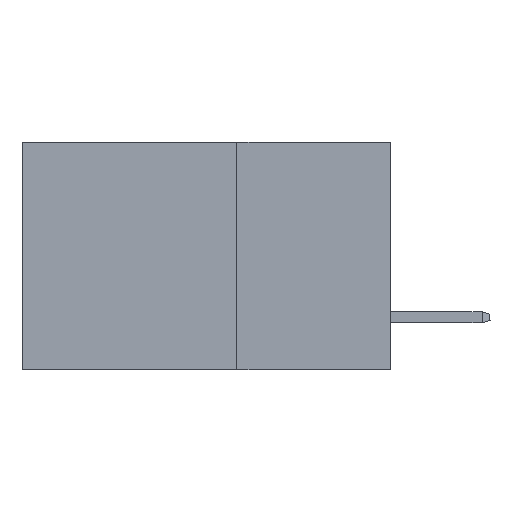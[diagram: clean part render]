
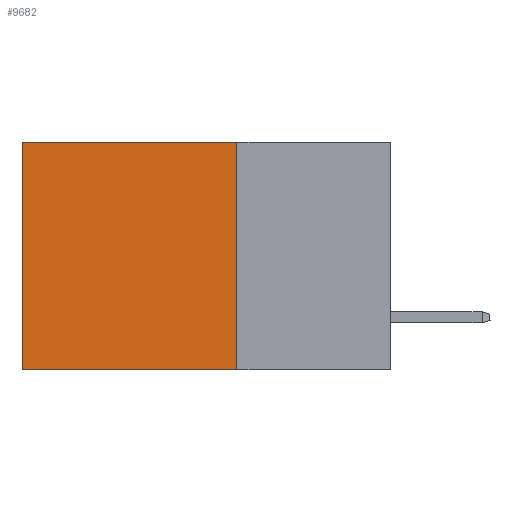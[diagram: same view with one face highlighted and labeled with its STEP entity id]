
A CAD part, left-side view. The second image highlights one B-rep face of the part: STEP entity #9682.
In plain terms, the highlighted planar face has unit normal (-1, 0, 0).
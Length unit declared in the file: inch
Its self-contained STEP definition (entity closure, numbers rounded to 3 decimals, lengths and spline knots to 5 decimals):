
#537 = VERTEX_POINT ( 'NONE', #17686 ) ;
#827 = LINE ( 'NONE', #24955, #31525 ) ;
#1845 = DIRECTION ( 'NONE',  ( 0., 1., 0. ) ) ;
#7574 = PLANE ( 'NONE',  #17024 ) ;
#7603 = VECTOR ( 'NONE', #11238, 39.37008 ) ;
#9179 = CARTESIAN_POINT ( 'NONE',  ( 0.2875, 0.6, -0.37 ) ) ;
#9682 = ADVANCED_FACE ( 'NONE', ( #19410 ), #7574, .F. ) ;
#10549 = DIRECTION ( 'NONE',  ( 0., 0., -1. ) ) ;
#11238 = DIRECTION ( 'NONE',  ( 0., 1., 0. ) ) ;
#11588 = LINE ( 'NONE', #22669, #12499 ) ;
#12499 = VECTOR ( 'NONE', #1845, 39.37008 ) ;
#16200 = VERTEX_POINT ( 'NONE', #9179 ) ;
#17024 = AXIS2_PLACEMENT_3D ( 'NONE', #34131, #28323, #10549 ) ;
#17169 = CARTESIAN_POINT ( 'NONE',  ( 0.2875, 0.25, 0. ) ) ;
#17686 = CARTESIAN_POINT ( 'NONE',  ( 0.2875, 0.6, 0. ) ) ;
#19410 = FACE_OUTER_BOUND ( 'NONE', #30766, .T. ) ;
#20244 = EDGE_CURVE ( 'NONE', #37240, #20684, #827, .T. ) ;
#20684 = VERTEX_POINT ( 'NONE', #29846 ) ;
#20820 = CARTESIAN_POINT ( 'NONE',  ( 0.2875, 0.6, 0. ) ) ;
#22202 = VECTOR ( 'NONE', #23810, 39.37008 ) ;
#22459 = LINE ( 'NONE', #17169, #7603 ) ;
#22669 = CARTESIAN_POINT ( 'NONE',  ( 0.2875, 0.25, -0.37 ) ) ;
#23810 = DIRECTION ( 'NONE',  ( 0., 0., -1. ) ) ;
#24540 = ORIENTED_EDGE ( 'NONE', *, *, #20244, .F. ) ;
#24955 = CARTESIAN_POINT ( 'NONE',  ( 0.2875, 0.25, 0. ) ) ;
#26934 = EDGE_CURVE ( 'NONE', #20684, #16200, #11588, .T. ) ;
#27433 = ORIENTED_EDGE ( 'NONE', *, *, #26934, .F. ) ;
#27715 = EDGE_CURVE ( 'NONE', #537, #16200, #30095, .T. ) ;
#28323 = DIRECTION ( 'NONE',  ( 1., 0., 0. ) ) ;
#29846 = CARTESIAN_POINT ( 'NONE',  ( 0.2875, 0.25, -0.37 ) ) ;
#30095 = LINE ( 'NONE', #20820, #22202 ) ;
#30766 = EDGE_LOOP ( 'NONE', ( #30968, #27433, #24540, #37915 ) ) ;
#30968 = ORIENTED_EDGE ( 'NONE', *, *, #27715, .T. ) ;
#31525 = VECTOR ( 'NONE', #33853, 39.37008 ) ;
#32796 = CARTESIAN_POINT ( 'NONE',  ( 0.2875, 0.25, 0. ) ) ;
#33853 = DIRECTION ( 'NONE',  ( 0., 0., -1. ) ) ;
#34131 = CARTESIAN_POINT ( 'NONE',  ( 0.2875, 0.25, 0. ) ) ;
#37240 = VERTEX_POINT ( 'NONE', #32796 ) ;
#37706 = EDGE_CURVE ( 'NONE', #37240, #537, #22459, .T. ) ;
#37915 = ORIENTED_EDGE ( 'NONE', *, *, #37706, .T. ) ;
